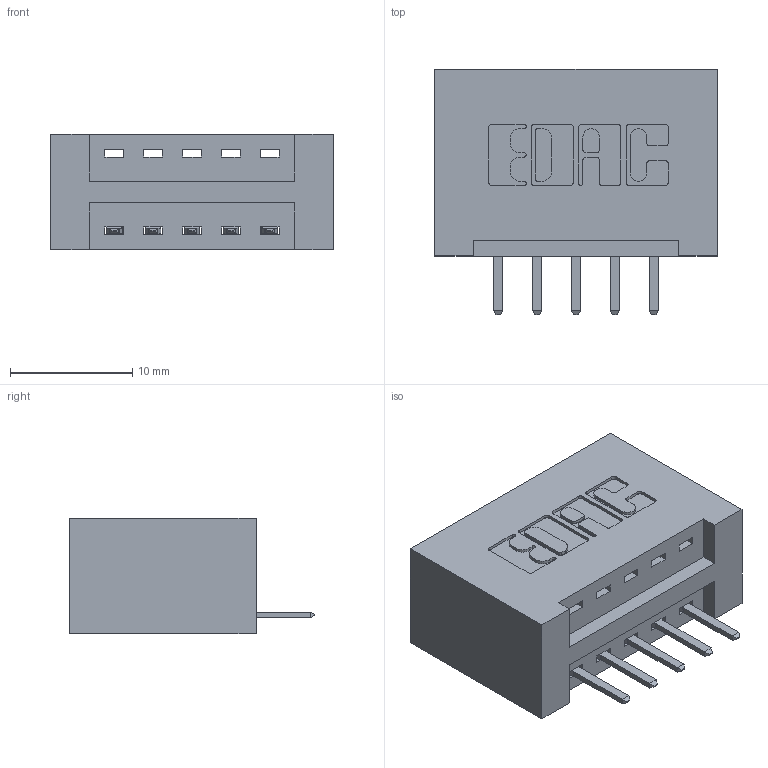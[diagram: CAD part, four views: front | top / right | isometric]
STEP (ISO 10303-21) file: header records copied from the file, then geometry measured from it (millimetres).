
FILE_DESCRIPTION (( 'STEP AP203' ), '1' );
FILE_NAME ('346-005-520-101.STEP', '2022-05-04T17:23:27', ( '' ), ( '' ), 'SwSTEP 2.0', 'SolidWorks 2020', '' );
FILE_SCHEMA (( 'CONFIG_CONTROL_DESIGN' ));
Length unit declared in the file: inch
Products named in the file (3): 345-292-001_345-293-120; 346 Part_No Mounting Lugs; 346-005-520-101
Assembly tree (6 placements, depth 2):
  346-005-520-101
    346 Part_No Mounting Lugs
    345-292-001_345-293-120  x5
Bounding box: 23.11 x 20.02 x 9.4 mm (x, y, z)
Volume: 2492.6 mm3; surface area: 2743.3 mm2
Topology: 6 solids, 6 shells, 424 faces, 1225 edges, 802 vertices
Faces by surface type: plane 282, cylinder 142
Entity records: 7921 total; most frequent: CARTESIAN_POINT 1387, ORIENTED_EDGE 1314, DIRECTION 1251, EDGE_CURVE 657, VECTOR 509, LINE 509, VERTEX_POINT 434, AXIS2_PLACEMENT_3D 371
